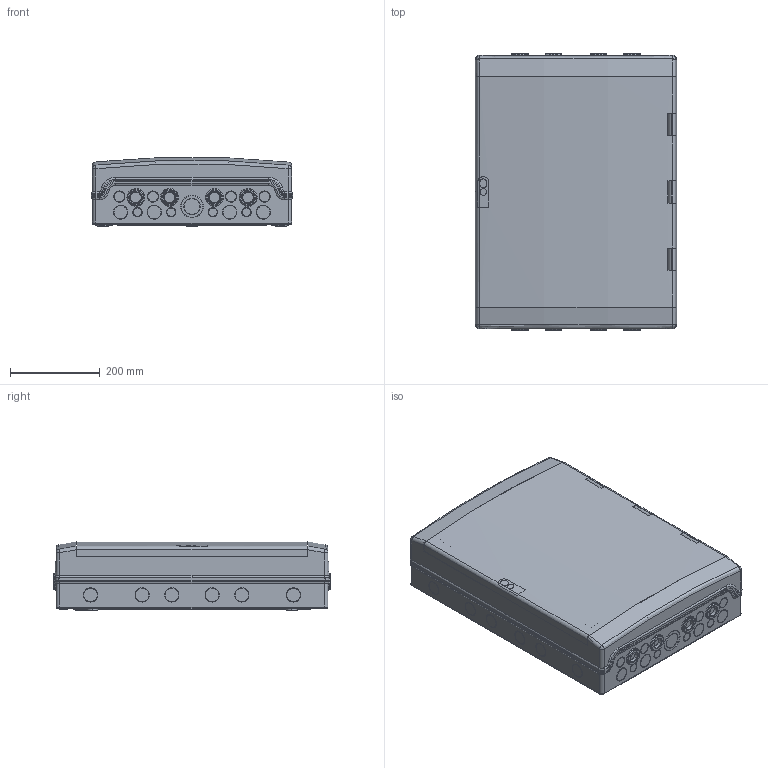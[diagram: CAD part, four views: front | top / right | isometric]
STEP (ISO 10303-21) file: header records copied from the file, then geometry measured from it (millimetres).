
FILE_DESCRIPTION (( 'STEP AP214' ), '1' );
FILE_NAME ('ﾙﾐﾍ-ﾏﾃ-54 IP65 (pb65-n-pg-54m).STEP', '2022-06-14T10:06:58', ( '' ), ( '' ), 'SwSTEP 2.0', 'SolidWorks 2021', '' );
FILE_SCHEMA (( 'AUTOMOTIVE_DESIGN' ));
Length unit declared in the file: millimetre
Products named in the file (12): ﾄ粢 (pb65-n-pg-54m)_00; DIN ðåéêà (pb65-n-pg-54m)_342; Äåðæàòåëü øèíû (pb65-n-pg-54m)_00; Äåðæàòåëü (pb65-n-pg-54m)_00; ﾙﾐﾍ-ﾏﾃ-54 IP65 (pb65-n-pg-54m); Äåðæàòåëü ðååê (pb65-n-pg-54m); DIN ðåéêà (pb65-n-pg-54m)_354; Âåðõíèé ïîëóêîðïóñ (pb65-n-pg-54m)_00; 体灬疣眄 忖钿 (pb65-n-pg-54m)_00; Çàãëóøêà ïëàñòðîíà (pb65-n-pg-54m)_EKF_logo; 侳緱鴇 瀁鋹膰豵鵨 (pb65-n-pg-54m)_00; Çàãëóøêà ïëàñòðîíà (pb65-n-pg-54m)_00
Assembly tree (29 placements, depth 2):
  ﾙﾐﾍ-ﾏﾃ-54 IP65 (pb65-n-pg-54m)
    侳緱鴇 瀁鋹膰豵鵨 (pb65-n-pg-54m)_00
    Äåðæàòåëü ðååê (pb65-n-pg-54m)
    DIN ðåéêà (pb65-n-pg-54m)_342  x3
    Äåðæàòåëü (pb65-n-pg-54m)_00  x8
    DIN ðåéêà (pb65-n-pg-54m)_354
    Äåðæàòåëü øèíû (pb65-n-pg-54m)_00  x2
    Âåðõíèé ïîëóêîðïóñ (pb65-n-pg-54m)_00
    ﾄ粢 (pb65-n-pg-54m)_00
    体灬疣眄 忖钿 (pb65-n-pg-54m)_00  x8
    Çàãëóøêà ïëàñòðîíà (pb65-n-pg-54m)_00  x2
    Çàãëóøêà ïëàñòðîíà (pb65-n-pg-54m)_EKF_logo
Bounding box: 448 x 617 x 153.25 mm (x, y, z)
Volume: 4672117.8 mm3; surface area: 3022794.7 mm2
Topology: 44 solids, 44 shells, 3164 faces, 8357 edges, 5471 vertices
Faces by surface type: plane 2171, cylinder 667, cone 176, torus 84, bspline 60, sphere 6
Entity records: 82903 total; most frequent: CARTESIAN_POINT 17028, ORIENTED_EDGE 13618, DIRECTION 13133, EDGE_CURVE 6809, VECTOR 5219, LINE 5219, VERTEX_POINT 4465, AXIS2_PLACEMENT_3D 3957
